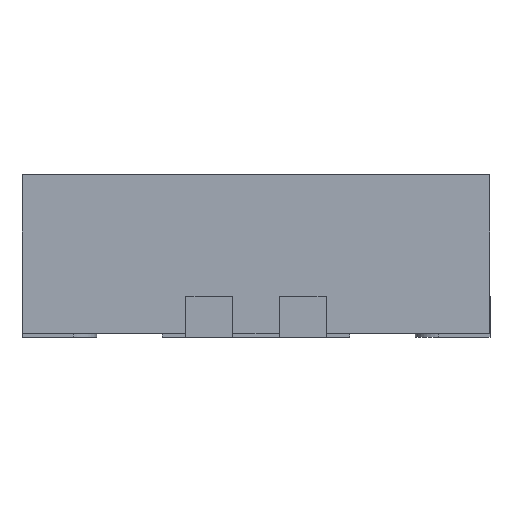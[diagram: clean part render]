
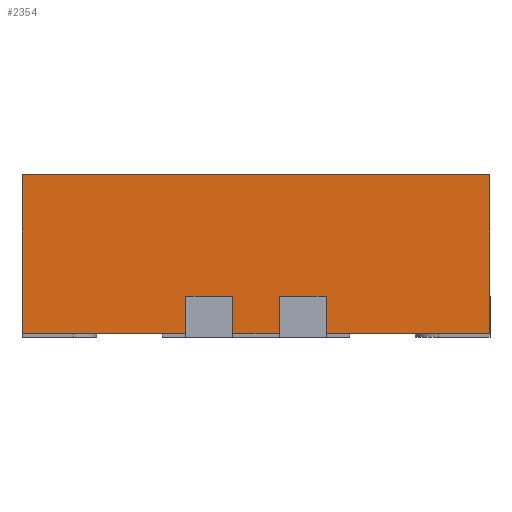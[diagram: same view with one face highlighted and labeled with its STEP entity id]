
A CAD part, left-side view. The second image highlights one B-rep face of the part: STEP entity #2354.
In plain terms, the highlighted planar face has unit normal (-1, 0, 0).
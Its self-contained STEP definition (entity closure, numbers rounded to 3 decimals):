
#1442 = EDGE_CURVE('',#1443,#1445,#1447,.T.);
#1443 = VERTEX_POINT('',#1444);
#1444 = CARTESIAN_POINT('',(-1.5,1.25,0.885));
#1445 = VERTEX_POINT('',#1446);
#1446 = CARTESIAN_POINT('',(-1.5,-1.25,0.885));
#1447 = LINE('',#1448,#1449);
#1448 = CARTESIAN_POINT('',(-1.5,1.25,0.885));
#1449 = VECTOR('',#1450,1.);
#1450 = DIRECTION('',(0.,-1.,0.));
#2354 = ADVANCED_FACE('',(#2355),#2444,.F.);
#2355 = FACE_BOUND('',#2356,.T.);
#2356 = EDGE_LOOP('',(#2357,#2367,#2375,#2383,#2391,#2399,#2407,#2415,
    #2423,#2431,#2437,#2438));
#2357 = ORIENTED_EDGE('',*,*,#2358,.T.);
#2358 = EDGE_CURVE('',#2359,#2361,#2363,.T.);
#2359 = VERTEX_POINT('',#2360);
#2360 = CARTESIAN_POINT('',(-1.5,1.25,0.035));
#2361 = VERTEX_POINT('',#2362);
#2362 = CARTESIAN_POINT('',(-1.5,0.375,0.035));
#2363 = LINE('',#2364,#2365);
#2364 = CARTESIAN_POINT('',(-1.5,1.25,0.035));
#2365 = VECTOR('',#2366,1.);
#2366 = DIRECTION('',(0.,-1.,0.));
#2367 = ORIENTED_EDGE('',*,*,#2368,.T.);
#2368 = EDGE_CURVE('',#2361,#2369,#2371,.T.);
#2369 = VERTEX_POINT('',#2370);
#2370 = CARTESIAN_POINT('',(-1.5,0.375,0.235));
#2371 = LINE('',#2372,#2373);
#2372 = CARTESIAN_POINT('',(-1.5,0.375,0.885));
#2373 = VECTOR('',#2374,1.);
#2374 = DIRECTION('',(0.,0.,1.));
#2375 = ORIENTED_EDGE('',*,*,#2376,.F.);
#2376 = EDGE_CURVE('',#2377,#2369,#2379,.T.);
#2377 = VERTEX_POINT('',#2378);
#2378 = CARTESIAN_POINT('',(-1.5,0.125,0.235));
#2379 = LINE('',#2380,#2381);
#2380 = CARTESIAN_POINT('',(-1.5,1.25,0.235));
#2381 = VECTOR('',#2382,1.);
#2382 = DIRECTION('',(0.,1.,0.));
#2383 = ORIENTED_EDGE('',*,*,#2384,.T.);
#2384 = EDGE_CURVE('',#2377,#2385,#2387,.T.);
#2385 = VERTEX_POINT('',#2386);
#2386 = CARTESIAN_POINT('',(-1.5,0.125,0.035));
#2387 = LINE('',#2388,#2389);
#2388 = CARTESIAN_POINT('',(-1.5,0.125,0.885));
#2389 = VECTOR('',#2390,1.);
#2390 = DIRECTION('',(0.,0.,-1.));
#2391 = ORIENTED_EDGE('',*,*,#2392,.T.);
#2392 = EDGE_CURVE('',#2385,#2393,#2395,.T.);
#2393 = VERTEX_POINT('',#2394);
#2394 = CARTESIAN_POINT('',(-1.5,-0.125,0.035));
#2395 = LINE('',#2396,#2397);
#2396 = CARTESIAN_POINT('',(-1.5,1.25,0.035));
#2397 = VECTOR('',#2398,1.);
#2398 = DIRECTION('',(0.,-1.,0.));
#2399 = ORIENTED_EDGE('',*,*,#2400,.T.);
#2400 = EDGE_CURVE('',#2393,#2401,#2403,.T.);
#2401 = VERTEX_POINT('',#2402);
#2402 = CARTESIAN_POINT('',(-1.5,-0.125,0.235));
#2403 = LINE('',#2404,#2405);
#2404 = CARTESIAN_POINT('',(-1.5,-0.125,0.885));
#2405 = VECTOR('',#2406,1.);
#2406 = DIRECTION('',(0.,0.,1.));
#2407 = ORIENTED_EDGE('',*,*,#2408,.T.);
#2408 = EDGE_CURVE('',#2401,#2409,#2411,.T.);
#2409 = VERTEX_POINT('',#2410);
#2410 = CARTESIAN_POINT('',(-1.5,-0.375,0.235));
#2411 = LINE('',#2412,#2413);
#2412 = CARTESIAN_POINT('',(-1.5,1.25,0.235));
#2413 = VECTOR('',#2414,1.);
#2414 = DIRECTION('',(0.,-1.,0.));
#2415 = ORIENTED_EDGE('',*,*,#2416,.T.);
#2416 = EDGE_CURVE('',#2409,#2417,#2419,.T.);
#2417 = VERTEX_POINT('',#2418);
#2418 = CARTESIAN_POINT('',(-1.5,-0.375,0.035));
#2419 = LINE('',#2420,#2421);
#2420 = CARTESIAN_POINT('',(-1.5,-0.375,0.885));
#2421 = VECTOR('',#2422,1.);
#2422 = DIRECTION('',(0.,0.,-1.));
#2423 = ORIENTED_EDGE('',*,*,#2424,.T.);
#2424 = EDGE_CURVE('',#2417,#2425,#2427,.T.);
#2425 = VERTEX_POINT('',#2426);
#2426 = CARTESIAN_POINT('',(-1.5,-1.25,0.035));
#2427 = LINE('',#2428,#2429);
#2428 = CARTESIAN_POINT('',(-1.5,1.25,0.035));
#2429 = VECTOR('',#2430,1.);
#2430 = DIRECTION('',(0.,-1.,0.));
#2431 = ORIENTED_EDGE('',*,*,#2432,.F.);
#2432 = EDGE_CURVE('',#1445,#2425,#2433,.T.);
#2433 = LINE('',#2434,#2435);
#2434 = CARTESIAN_POINT('',(-1.5,-1.25,0.885));
#2435 = VECTOR('',#2436,1.);
#2436 = DIRECTION('',(0.,0.,-1.));
#2437 = ORIENTED_EDGE('',*,*,#1442,.F.);
#2438 = ORIENTED_EDGE('',*,*,#2439,.T.);
#2439 = EDGE_CURVE('',#1443,#2359,#2440,.T.);
#2440 = LINE('',#2441,#2442);
#2441 = CARTESIAN_POINT('',(-1.5,1.25,0.885));
#2442 = VECTOR('',#2443,1.);
#2443 = DIRECTION('',(0.,0.,-1.));
#2444 = PLANE('',#2445);
#2445 = AXIS2_PLACEMENT_3D('',#2446,#2447,#2448);
#2446 = CARTESIAN_POINT('',(-1.5,1.25,0.885));
#2447 = DIRECTION('',(1.,0.,0.));
#2448 = DIRECTION('',(0.,1.,0.));
